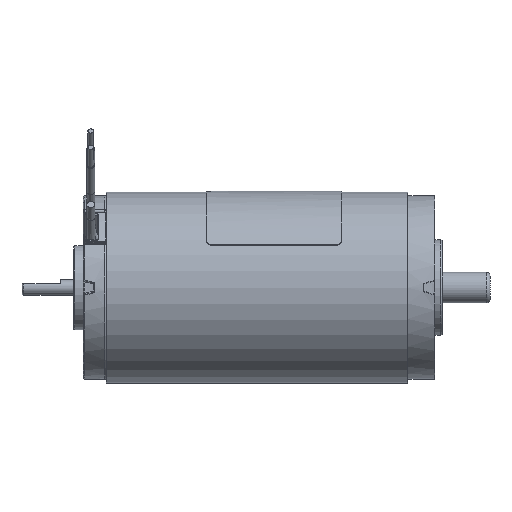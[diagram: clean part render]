
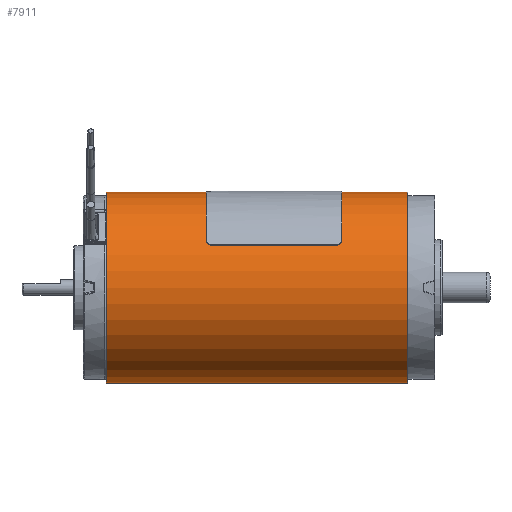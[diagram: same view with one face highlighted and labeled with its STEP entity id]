
A CAD part, front view. The second image highlights one B-rep face of the part: STEP entity #7911.
In plain terms, the highlighted cylindrical face has radius 25 mm (diameter 50 mm), a full revolution.
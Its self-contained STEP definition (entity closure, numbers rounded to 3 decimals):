
#7911=ADVANCED_FACE('',(#18915,#18916),#9655,.T.);
#9655=CYLINDRICAL_SURFACE('',#50626,25.);
#18915=FACE_BOUND('',#20971,.T.);
#18916=FACE_BOUND('',#20972,.T.);
#20971=EDGE_LOOP('',(#29755));
#20972=EDGE_LOOP('',(#29756));
#29755=ORIENTED_EDGE('',*,*,#43926,.T.);
#29756=ORIENTED_EDGE('',*,*,#43927,.T.);
#38265=VERTEX_POINT('',#84448);
#38266=VERTEX_POINT('',#84450);
#43926=EDGE_CURVE('',#38265,#38265,#48165,.T.);
#43927=EDGE_CURVE('',#38266,#38266,#48166,.T.);
#48165=CIRCLE('',#50624,25.);
#48166=CIRCLE('',#50625,25.);
#50624=AXIS2_PLACEMENT_3D('',#84447,#58426,#58427);
#50625=AXIS2_PLACEMENT_3D('',#84449,#58428,#58429);
#50626=AXIS2_PLACEMENT_3D('',#84451,#58430,#58431);
#58426=DIRECTION('',(1.,0.,0.));
#58427=DIRECTION('',(0.,0.,1.));
#58428=DIRECTION('',(-1.,0.,0.));
#58429=DIRECTION('',(0.,0.,-1.));
#58430=DIRECTION('',(-1.,0.,0.));
#58431=DIRECTION('',(0.,0.,1.));
#84447=CARTESIAN_POINT('',(-85.9,0.,0.));
#84448=CARTESIAN_POINT('',(-85.9,0.,25.));
#84449=CARTESIAN_POINT('',(-7.1,0.,0.));
#84450=CARTESIAN_POINT('',(-7.1,0.,-25.));
#84451=CARTESIAN_POINT('',(-34.066,0.,0.));
